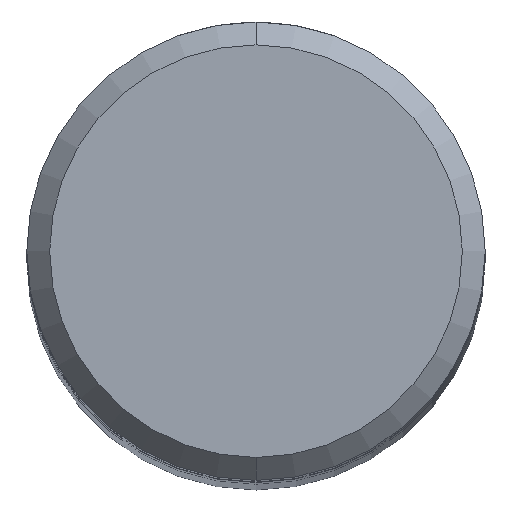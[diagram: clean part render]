
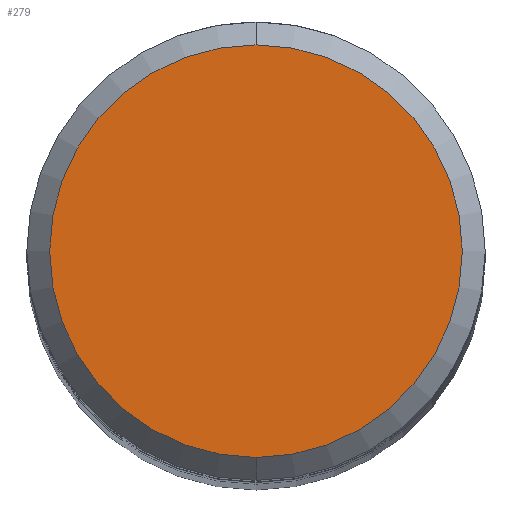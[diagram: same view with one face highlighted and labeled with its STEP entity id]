
A CAD part, top view. The second image highlights one B-rep face of the part: STEP entity #279.
In plain terms, the highlighted planar face has unit normal (0, 0, 1).
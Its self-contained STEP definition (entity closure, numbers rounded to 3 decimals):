
#209=EDGE_CURVE('',#375,#341,#502,.T.);
#279=ADVANCED_FACE('',(#577),#578,.T.);
#341=VERTEX_POINT('',#648);
#375=VERTEX_POINT('',#685);
#415=EDGE_CURVE('',#341,#375,#731,.T.);
#502=CIRCLE('',#941,9.0);
#577=FACE_OUTER_BOUND('',#1155,.T.);
#578=PLANE('',#1156);
#648=CARTESIAN_POINT('',(0.,-9.0,0.0));
#685=CARTESIAN_POINT('',(0.0,9.0,0.0));
#731=CIRCLE('',#1443,9.0);
#941=AXIS2_PLACEMENT_3D('',#1571,#1572,#1573);
#1155=EDGE_LOOP('',(#1644,#1645));
#1156=AXIS2_PLACEMENT_3D('',#1646,#1647,#1648);
#1443=AXIS2_PLACEMENT_3D('',#1845,#1846,#1847);
#1571=CARTESIAN_POINT('',(0.0,0.0,0.0));
#1572=DIRECTION('',(0.0,0.0,-1.0));
#1573=DIRECTION('',(0.0,1.0,0.0));
#1644=ORIENTED_EDGE('',*,*,#209,.F.);
#1645=ORIENTED_EDGE('',*,*,#415,.F.);
#1646=CARTESIAN_POINT('',(0.0,4.5,0.0));
#1647=DIRECTION('',(-0.0,0.0,1.0));
#1648=DIRECTION('',(0.0,-1.0,0.0));
#1845=CARTESIAN_POINT('',(0.0,0.0,0.0));
#1846=DIRECTION('',(0.0,0.0,-1.0));
#1847=DIRECTION('',(0.0,1.0,0.0));
